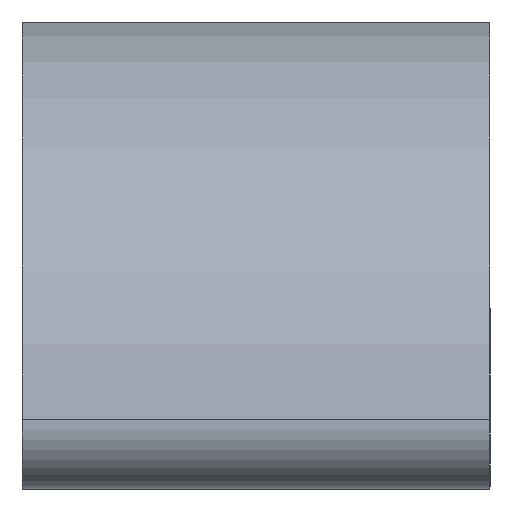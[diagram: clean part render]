
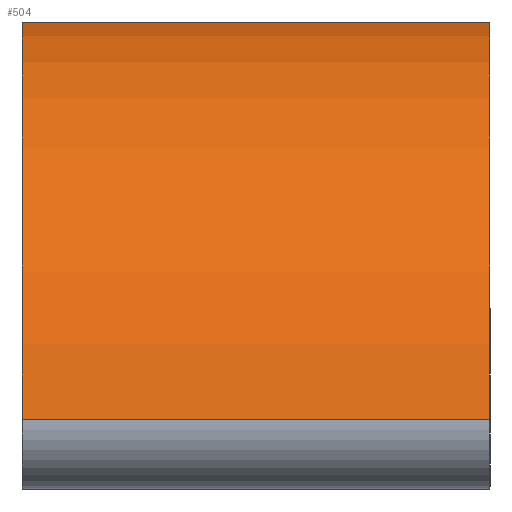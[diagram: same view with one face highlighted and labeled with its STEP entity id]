
A CAD part, left-side view. The second image highlights one B-rep face of the part: STEP entity #504.
In plain terms, the highlighted cylindrical face has radius 116 mm (diameter 232 mm), a partial arc.
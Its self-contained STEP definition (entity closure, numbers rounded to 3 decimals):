
#20 = CARTESIAN_POINT ( 'NONE',  ( 115.162, 120., 13.92 ) ) ;
#87 = DIRECTION ( 'NONE',  ( 0., 1., 0. ) ) ;
#125 = AXIS2_PLACEMENT_3D ( 'NONE', #634, #87, #200 ) ;
#133 = LINE ( 'NONE', #1027, #1288 ) ;
#140 = EDGE_CURVE ( 'NONE', #1403, #1321, #1052, .T. ) ;
#142 = CYLINDRICAL_SURFACE ( 'NONE', #1031, 116. ) ;
#150 = ORIENTED_EDGE ( 'NONE', *, *, #559, .T. ) ;
#160 = DIRECTION ( 'NONE',  ( 0., 0., 1. ) ) ;
#200 = DIRECTION ( 'NONE',  ( 0., 0., 1. ) ) ;
#310 = VERTEX_POINT ( 'NONE', #1005 ) ;
#381 = AXIS2_PLACEMENT_3D ( 'NONE', #499, #618, #160 ) ;
#405 = FACE_OUTER_BOUND ( 'NONE', #680, .T. ) ;
#475 = ORIENTED_EDGE ( 'NONE', *, *, #940, .T. ) ;
#499 = CARTESIAN_POINT ( 'NONE',  ( 0., 0., 0. ) ) ;
#502 = CARTESIAN_POINT ( 'NONE',  ( -115.162, 0., 13.92 ) ) ;
#504 = ADVANCED_FACE ( 'NONE', ( #405 ), #142, .T. ) ;
#546 = ORIENTED_EDGE ( 'NONE', *, *, #140, .F. ) ;
#559 = EDGE_CURVE ( 'NONE', #590, #1321, #1244, .T. ) ;
#590 = VERTEX_POINT ( 'NONE', #502 ) ;
#618 = DIRECTION ( 'NONE',  ( 0., 1., 0. ) ) ;
#634 = CARTESIAN_POINT ( 'NONE',  ( 0., 120., 0. ) ) ;
#659 = CIRCLE ( 'NONE', #125, 116. ) ;
#680 = EDGE_LOOP ( 'NONE', ( #150, #546, #758, #475 ) ) ;
#734 = CARTESIAN_POINT ( 'NONE',  ( 115.162, 120., 13.92 ) ) ;
#758 = ORIENTED_EDGE ( 'NONE', *, *, #769, .F. ) ;
#769 = EDGE_CURVE ( 'NONE', #310, #1403, #659, .T. ) ;
#814 = DIRECTION ( 'NONE',  ( 0., -1., 0. ) ) ;
#940 = EDGE_CURVE ( 'NONE', #310, #590, #133, .T. ) ;
#1005 = CARTESIAN_POINT ( 'NONE',  ( -115.162, 120., 13.92 ) ) ;
#1027 = CARTESIAN_POINT ( 'NONE',  ( -115.162, 120., 13.92 ) ) ;
#1031 = AXIS2_PLACEMENT_3D ( 'NONE', #1158, #1154, #1050 ) ;
#1050 = DIRECTION ( 'NONE',  ( 0., 0., -1. ) ) ;
#1052 = LINE ( 'NONE', #734, #1401 ) ;
#1154 = DIRECTION ( 'NONE',  ( 0., -1., 0. ) ) ;
#1158 = CARTESIAN_POINT ( 'NONE',  ( 0., 120., 0. ) ) ;
#1238 = CARTESIAN_POINT ( 'NONE',  ( 115.162, 0., 13.92 ) ) ;
#1244 = CIRCLE ( 'NONE', #381, 116. ) ;
#1288 = VECTOR ( 'NONE', #814, 1000. ) ;
#1293 = DIRECTION ( 'NONE',  ( 0., -1., 0. ) ) ;
#1321 = VERTEX_POINT ( 'NONE', #1238 ) ;
#1401 = VECTOR ( 'NONE', #1293, 1000. ) ;
#1403 = VERTEX_POINT ( 'NONE', #20 ) ;
